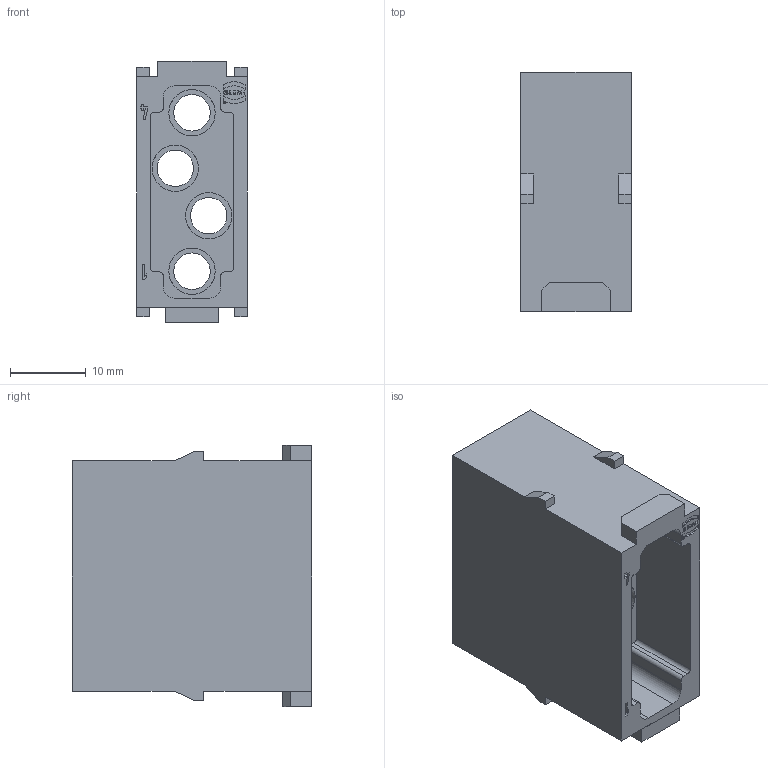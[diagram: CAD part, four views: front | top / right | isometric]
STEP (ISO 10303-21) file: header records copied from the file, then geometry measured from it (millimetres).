
FILE_DESCRIPTION(/* description */ (''),/* implementation_level */ '2;1');
FILE_NAME(/* name */ '100094943ugm000_b.stp',/* time_stamp */ '2017-10-26T14:16:44+02:00',/* author */ (''),/* organization */ (''),/* preprocessor_version */ 'ST-DEVELOPER v16',/* originating_system */ 'SIEMENS PLM Software NX 10.0',/* authorisation */ '');
FILE_SCHEMA (('AUTOMOTIVE_DESIGN { 1 0 10303 214 3 1 1 1 }'));
Length unit declared in the file: millimetre
Products named in the file (1): 100094943ugm000_b
Bounding box: 14.6 x 31.52 x 34.4 mm (x, y, z)
Volume: 6279.8 mm3; surface area: 6128.7 mm2
Topology: 1 solids, 1 shells, 318 faces, 859 edges, 577 vertices
Faces by surface type: plane 218, cylinder 100
Full cylindrical faces by diameter (mm): 0.274 x1, 0.302 x1, 4.8 x4, 5.4 x4
Entity records: 10734 total; most frequent: CARTESIAN_POINT 1771, ORIENTED_EDGE 1698, DIRECTION 1678, EDGE_CURVE 849, LINE 642, VECTOR 642, VERTEX_POINT 572, AXIS2_PLACEMENT_3D 518
